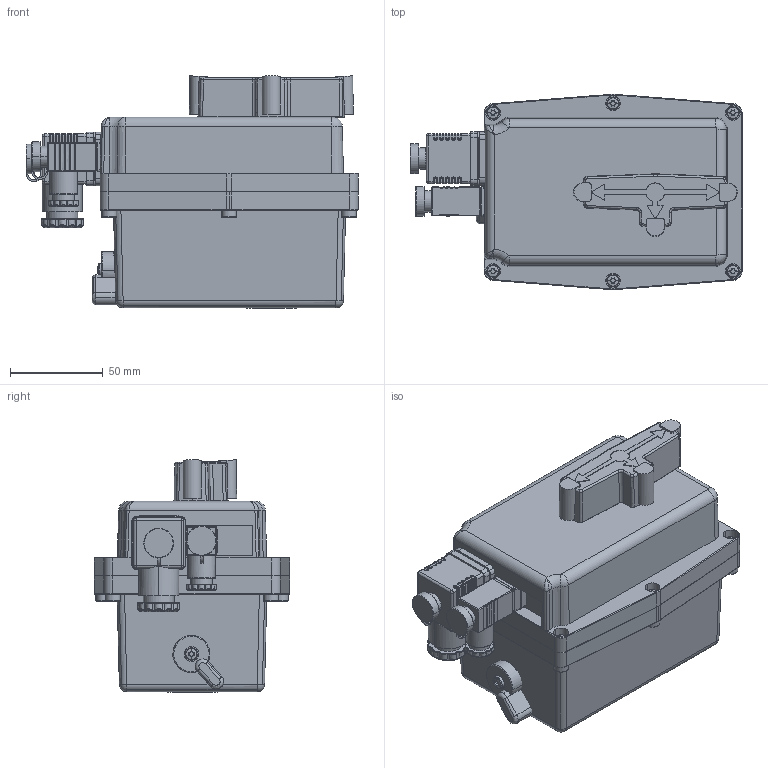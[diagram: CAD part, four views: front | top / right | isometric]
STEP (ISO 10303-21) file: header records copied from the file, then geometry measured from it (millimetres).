
FILE_DESCRIPTION(('HOOPS Exchange Step'),'2;1');
FILE_NAME('AN01_H10.stp','2025-05-20T08:53:26+02:00',('nieru'),('Unknown organisation'),'HOOPS Exchange 2024.2','HOOPS Exchange','Unknown authorisation');
FILE_SCHEMA( ('AP203_CONFIGURATION_CONTROLLED_3D_DESIGN_OF_MECHANICAL_PARTS_AND_ASSEMBLIES_MIM_LF') );
Length unit declared in the file: millimetre
Products named in the file (18): 0; root
Assembly tree (17 placements, depth 3):
  root
    0
      0
      0
      0
      0
      0
      0
      0
      0
      0
      0
      0
      0
      0
      0
      0
      0
Bounding box: 178.79 x 105.22 x 124.99 mm (x, y, z)
Volume: 1142341.2 mm3; surface area: 162001.1 mm2
Topology: 39 solids, 39 shells, 2129 faces, 5285 edges, 3247 vertices
Faces by surface type: cylinder 818, plane 501, torus 361, bspline 350, cone 51, sphere 40, offset 8
Full cylindrical faces by diameter (mm): 3.5 x6, 7 x1, 7.825 x1, 8 x6, 11 x1, 11.516 x1, 14.894 x1, 16.1 x1, 16.5 x1, 57.162 x1, 61 x1
Entity records: 112462 total; most frequent: CARTESIAN_POINT 64296, ORIENTED_EDGE 10526, DIRECTION 9212, EDGE_CURVE 5263, AXIS2_PLACEMENT_3D 3683, VERTEX_POINT 3247, EDGE_LOOP 2218, FACE_BOUND 2218
